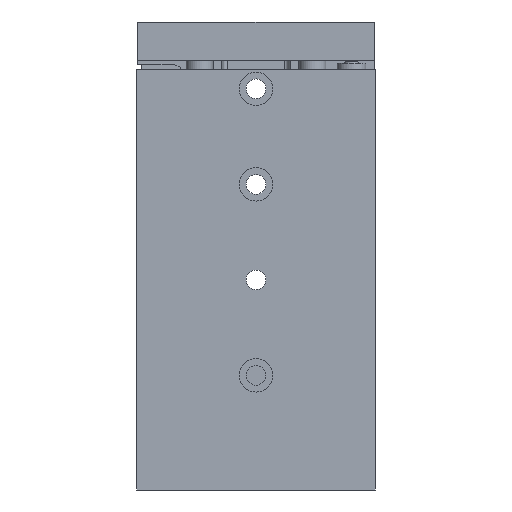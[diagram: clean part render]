
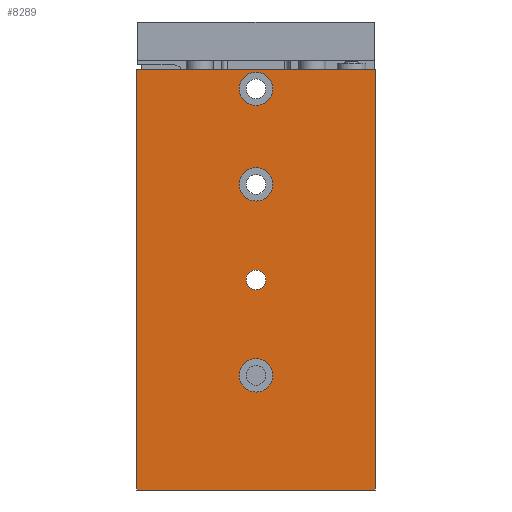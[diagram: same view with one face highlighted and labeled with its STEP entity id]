
A CAD part, front view. The second image highlights one B-rep face of the part: STEP entity #8289.
In plain terms, the highlighted planar face has unit normal (0, -1, 0).
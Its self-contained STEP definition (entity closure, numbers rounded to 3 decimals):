
#90=LINE('',#12120,#552);
#124=LINE('',#12196,#586);
#146=LINE('',#12288,#608);
#147=LINE('',#12298,#609);
#552=VECTOR('',#9742,1000.);
#586=VECTOR('',#9794,1000.);
#608=VECTOR('',#9864,1000.);
#609=VECTOR('',#9875,1000.);
#1011=PLANE('',#8790);
#1309=ORIENTED_EDGE('',*,*,#3234,.F.);
#1310=ORIENTED_EDGE('',*,*,#3235,.F.);
#1311=ORIENTED_EDGE('',*,*,#3236,.F.);
#1312=ORIENTED_EDGE('',*,*,#3237,.F.);
#1313=ORIENTED_EDGE('',*,*,#3153,.F.);
#1314=ORIENTED_EDGE('',*,*,#3233,.F.);
#1315=ORIENTED_EDGE('',*,*,#3191,.T.);
#1316=ORIENTED_EDGE('',*,*,#3238,.T.);
#3153=EDGE_CURVE('',#4122,#4123,#90,.T.);
#3191=EDGE_CURVE('',#4156,#4155,#124,.T.);
#3233=EDGE_CURVE('',#4156,#4122,#146,.T.);
#3234=EDGE_CURVE('',#4192,#4192,#4837,.T.);
#3235=EDGE_CURVE('',#4193,#4193,#4838,.T.);
#3236=EDGE_CURVE('',#4194,#4194,#4839,.T.);
#3237=EDGE_CURVE('',#4195,#4195,#4840,.T.);
#3238=EDGE_CURVE('',#4155,#4123,#147,.T.);
#4122=VERTEX_POINT('',#12119);
#4123=VERTEX_POINT('',#12121);
#4155=VERTEX_POINT('',#12195);
#4156=VERTEX_POINT('',#12197);
#4192=VERTEX_POINT('',#12291);
#4193=VERTEX_POINT('',#12293);
#4194=VERTEX_POINT('',#12295);
#4195=VERTEX_POINT('',#12297);
#4837=CIRCLE('',#8791,2.067);
#4838=CIRCLE('',#8792,3.5);
#4839=CIRCLE('',#8793,3.5);
#4840=CIRCLE('',#8794,3.5);
#5314=EDGE_LOOP('',(#1309));
#5315=EDGE_LOOP('',(#1310));
#5316=EDGE_LOOP('',(#1311));
#5317=EDGE_LOOP('',(#1312));
#5318=EDGE_LOOP('',(#1313,#1314,#1315,#1316));
#5968=FACE_BOUND('',#5314,.T.);
#5969=FACE_BOUND('',#5315,.T.);
#5970=FACE_BOUND('',#5316,.T.);
#5971=FACE_BOUND('',#5317,.T.);
#5972=FACE_BOUND('',#5318,.T.);
#8289=ADVANCED_FACE('',(#5968,#5969,#5970,#5971,#5972),#1011,.T.);
#8790=AXIS2_PLACEMENT_3D('',#12289,#9865,#9866);
#8791=AXIS2_PLACEMENT_3D('',#12290,#9867,#9868);
#8792=AXIS2_PLACEMENT_3D('',#12292,#9869,#9870);
#8793=AXIS2_PLACEMENT_3D('',#12294,#9871,#9872);
#8794=AXIS2_PLACEMENT_3D('',#12296,#9873,#9874);
#9742=DIRECTION('',(1.,0.,0.));
#9794=DIRECTION('',(1.,0.,0.));
#9864=DIRECTION('',(0.,0.,1.));
#9865=DIRECTION('',(0.,-1.,0.));
#9866=DIRECTION('',(0.,0.,-1.));
#9867=DIRECTION('',(0.,-1.,0.));
#9868=DIRECTION('',(0.,0.,-1.));
#9869=DIRECTION('',(0.,-1.,0.));
#9870=DIRECTION('',(0.,0.,-1.));
#9871=DIRECTION('',(0.,-1.,0.));
#9872=DIRECTION('',(0.,0.,-1.));
#9873=DIRECTION('',(0.,-1.,0.));
#9874=DIRECTION('',(0.,0.,-1.));
#9875=DIRECTION('',(0.,0.,1.));
#12119=CARTESIAN_POINT('',(-25.,0.,0.));
#12120=CARTESIAN_POINT('',(-25.,0.,0.));
#12121=CARTESIAN_POINT('',(25.,0.,0.));
#12195=CARTESIAN_POINT('',(25.,0.,-88.));
#12196=CARTESIAN_POINT('',(-25.,0.,-88.));
#12197=CARTESIAN_POINT('',(-25.,0.,-88.));
#12288=CARTESIAN_POINT('',(-25.,0.,-88.));
#12289=CARTESIAN_POINT('',(-25.,0.,-88.));
#12290=CARTESIAN_POINT('',(0.,0.,-44.));
#12291=CARTESIAN_POINT('',(0.,0.,-46.067));
#12292=CARTESIAN_POINT('',(0.,0.,-24.));
#12293=CARTESIAN_POINT('',(0.,0.,-27.5));
#12294=CARTESIAN_POINT('',(0.,0.,-64.));
#12295=CARTESIAN_POINT('',(0.,0.,-67.5));
#12296=CARTESIAN_POINT('',(0.,0.,-4.));
#12297=CARTESIAN_POINT('',(0.,0.,-7.5));
#12298=CARTESIAN_POINT('',(25.,0.,-88.));
